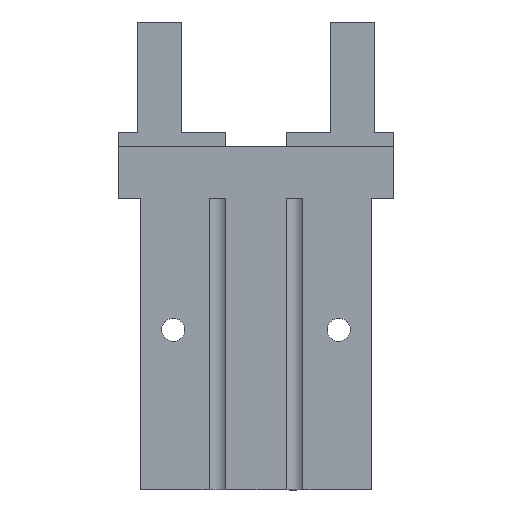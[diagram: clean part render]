
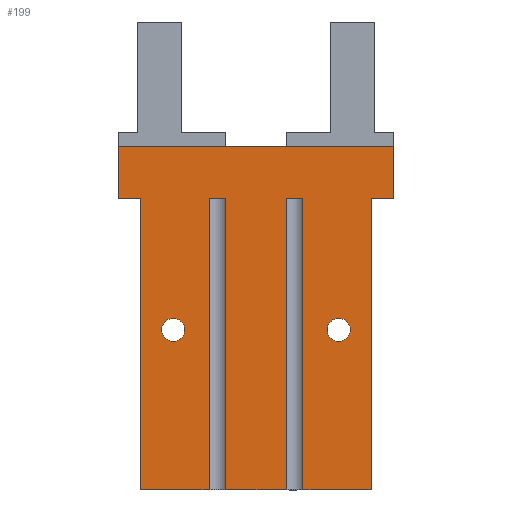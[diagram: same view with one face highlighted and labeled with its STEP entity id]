
A CAD part, left-side view. The second image highlights one B-rep face of the part: STEP entity #199.
In plain terms, the highlighted face is planar.
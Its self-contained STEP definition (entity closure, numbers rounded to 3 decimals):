
#199=ADVANCED_FACE('',(#434,#435,#436),#437,.F.);
#434=FACE_OUTER_BOUND('',#740,.T.);
#435=FACE_BOUND('',#741,.T.);
#436=FACE_BOUND('',#742,.T.);
#437=PLANE('',#743);
#740=EDGE_LOOP('',(#1142,#1143,#1144,#1145,#1146,#1147,#1148,#1149,#1150,#1151,#1152,#1153,#1154,#1155,#1156,#1157));
#741=EDGE_LOOP('',(#1158));
#742=EDGE_LOOP('',(#1159));
#743=AXIS2_PLACEMENT_3D('',#1160,#1161,#1162);
#1142=ORIENTED_EDGE('',*,*,#1781,.F.);
#1143=ORIENTED_EDGE('',*,*,#1782,.T.);
#1144=ORIENTED_EDGE('',*,*,#1742,.F.);
#1145=ORIENTED_EDGE('',*,*,#1783,.F.);
#1146=ORIENTED_EDGE('',*,*,#1784,.F.);
#1147=ORIENTED_EDGE('',*,*,#1785,.F.);
#1148=ORIENTED_EDGE('',*,*,#1786,.F.);
#1149=ORIENTED_EDGE('',*,*,#1787,.F.);
#1150=ORIENTED_EDGE('',*,*,#1788,.F.);
#1151=ORIENTED_EDGE('',*,*,#1789,.F.);
#1152=ORIENTED_EDGE('',*,*,#1750,.F.);
#1153=ORIENTED_EDGE('',*,*,#1790,.F.);
#1154=ORIENTED_EDGE('',*,*,#1791,.F.);
#1155=ORIENTED_EDGE('',*,*,#1792,.T.);
#1156=ORIENTED_EDGE('',*,*,#1746,.F.);
#1157=ORIENTED_EDGE('',*,*,#1793,.F.);
#1158=ORIENTED_EDGE('',*,*,#1794,.F.);
#1159=ORIENTED_EDGE('',*,*,#1795,.F.);
#1160=CARTESIAN_POINT('',(0.,21.0,-13.8));
#1161=DIRECTION('',(0.0,0.0,1.0));
#1162=DIRECTION('',(1.0,0.0,0.0));
#1742=EDGE_CURVE('',#2044,#2046,#2047,.T.);
#1746=EDGE_CURVE('',#2052,#2054,#2055,.T.);
#1750=EDGE_CURVE('',#2060,#2062,#2063,.T.);
#1781=EDGE_CURVE('',#2119,#2120,#2121,.T.);
#1782=EDGE_CURVE('',#2119,#2046,#2122,.T.);
#1783=EDGE_CURVE('',#2123,#2044,#2124,.T.);
#1784=EDGE_CURVE('',#2125,#2123,#2126,.T.);
#1785=EDGE_CURVE('',#2127,#2125,#2128,.T.);
#1786=EDGE_CURVE('',#2129,#2127,#2130,.T.);
#1787=EDGE_CURVE('',#2131,#2129,#2132,.T.);
#1788=EDGE_CURVE('',#2133,#2131,#2134,.T.);
#1789=EDGE_CURVE('',#2062,#2133,#2135,.T.);
#1790=EDGE_CURVE('',#2136,#2060,#2137,.T.);
#1791=EDGE_CURVE('',#2138,#2136,#2139,.T.);
#1792=EDGE_CURVE('',#2138,#2054,#2140,.T.);
#1793=EDGE_CURVE('',#2120,#2052,#2141,.T.);
#1794=EDGE_CURVE('',#2142,#2142,#2143,.F.);
#1795=EDGE_CURVE('',#2144,#2144,#2145,.F.);
#2044=VERTEX_POINT('',#2488);
#2046=VERTEX_POINT('',#2491);
#2047=LINE('',#2492,#2493);
#2052=VERTEX_POINT('',#2499);
#2054=VERTEX_POINT('',#2502);
#2055=LINE('',#2503,#2504);
#2060=VERTEX_POINT('',#2510);
#2062=VERTEX_POINT('',#2513);
#2063=LINE('',#2514,#2515);
#2119=VERTEX_POINT('',#2590);
#2120=VERTEX_POINT('',#2591);
#2121=LINE('',#2592,#2593);
#2122=LINE('',#2594,#2595);
#2123=VERTEX_POINT('',#2596);
#2124=LINE('',#2597,#2598);
#2125=VERTEX_POINT('',#2599);
#2126=LINE('',#2600,#2601);
#2127=VERTEX_POINT('',#2602);
#2128=LINE('',#2603,#2604);
#2129=VERTEX_POINT('',#2605);
#2130=LINE('',#2606,#2607);
#2131=VERTEX_POINT('',#2608);
#2132=LINE('',#2609,#2610);
#2133=VERTEX_POINT('',#2611);
#2134=LINE('',#2612,#2613);
#2135=LINE('',#2614,#2615);
#2136=VERTEX_POINT('',#2616);
#2137=LINE('',#2617,#2618);
#2138=VERTEX_POINT('',#2619);
#2139=LINE('',#2620,#2621);
#2140=LINE('',#2622,#2623);
#2141=LINE('',#2624,#2625);
#2142=VERTEX_POINT('',#2626);
#2143=CIRCLE('',#2627,2.1);
#2144=VERTEX_POINT('',#2628);
#2145=CIRCLE('',#2629,2.1);
#2488=CARTESIAN_POINT('',(52.8,-21.0,-13.8));
#2491=CARTESIAN_POINT('',(52.8,-8.5,-13.8));
#2492=CARTESIAN_POINT('',(52.8,-21.0,-13.8));
#2493=VECTOR('',#2983,1.0);
#2499=CARTESIAN_POINT('',(52.8,-5.5,-13.8));
#2502=CARTESIAN_POINT('',(52.8,5.5,-13.8));
#2503=CARTESIAN_POINT('',(52.8,-21.0,-13.8));
#2504=VECTOR('',#2989,1.0);
#2510=CARTESIAN_POINT('',(52.8,8.5,-13.8));
#2513=CARTESIAN_POINT('',(52.8,21.0,-13.8));
#2514=CARTESIAN_POINT('',(52.8,-21.0,-13.8));
#2515=VECTOR('',#2995,1.0);
#2590=CARTESIAN_POINT('',(0.0,-8.5,-13.8));
#2591=CARTESIAN_POINT('',(0.,-5.5,-13.8));
#2592=CARTESIAN_POINT('',(0.0,-8.5,-13.8));
#2593=VECTOR('',#3036,1.0);
#2594=CARTESIAN_POINT('',(-5.728,-8.5,-13.8));
#2595=VECTOR('',#3037,1.0);
#2596=CARTESIAN_POINT('',(0.,-21.0,-13.8));
#2597=CARTESIAN_POINT('',(0.,-21.0,-13.8));
#2598=VECTOR('',#3038,1.0);
#2599=CARTESIAN_POINT('',(0.,-25.0,-13.8));
#2600=CARTESIAN_POINT('',(0.,-25.0,-13.8));
#2601=VECTOR('',#3039,1.0);
#2602=CARTESIAN_POINT('',(-9.5,-25.0,-13.8));
#2603=CARTESIAN_POINT('',(-9.5,-25.0,-13.8));
#2604=VECTOR('',#3040,1.0);
#2605=CARTESIAN_POINT('',(-9.5,25.0,-13.8));
#2606=CARTESIAN_POINT('',(-9.5,25.0,-13.8));
#2607=VECTOR('',#3041,1.0);
#2608=CARTESIAN_POINT('',(0.0,25.0,-13.8));
#2609=CARTESIAN_POINT('',(0.0,25.0,-13.8));
#2610=VECTOR('',#3042,1.0);
#2611=CARTESIAN_POINT('',(0.0,21.0,-13.8));
#2612=CARTESIAN_POINT('',(0.0,21.0,-13.8));
#2613=VECTOR('',#3043,1.0);
#2614=CARTESIAN_POINT('',(52.8,21.0,-13.8));
#2615=VECTOR('',#3044,1.0);
#2616=CARTESIAN_POINT('',(0.,8.5,-13.8));
#2617=CARTESIAN_POINT('',(-5.728,8.5,-13.8));
#2618=VECTOR('',#3045,1.0);
#2619=CARTESIAN_POINT('',(0.0,5.5,-13.8));
#2620=CARTESIAN_POINT('',(0.0,8.5,-13.8));
#2621=VECTOR('',#3046,1.0);
#2622=CARTESIAN_POINT('',(-5.728,5.5,-13.8));
#2623=VECTOR('',#3047,1.0);
#2624=CARTESIAN_POINT('',(-5.728,-5.5,-13.8));
#2625=VECTOR('',#3048,1.0);
#2626=CARTESIAN_POINT('',(25.9,-15.0,-13.8));
#2627=AXIS2_PLACEMENT_3D('',#3049,#3050,#3051);
#2628=CARTESIAN_POINT('',(25.9,15.0,-13.8));
#2629=AXIS2_PLACEMENT_3D('',#3052,#3053,#3054);
#2983=DIRECTION('',(0.,1.0,0.0));
#2989=DIRECTION('',(0.,1.0,0.0));
#2995=DIRECTION('',(0.,1.0,0.0));
#3036=DIRECTION('',(0.0,1.0,0.0));
#3037=DIRECTION('',(1.0,0.,0.0));
#3038=DIRECTION('',(1.0,0.,0.0));
#3039=DIRECTION('',(0.,1.0,0.0));
#3040=DIRECTION('',(1.0,0.,0.0));
#3041=DIRECTION('',(0.,-1.0,0.0));
#3042=DIRECTION('',(-1.0,0.,0.0));
#3043=DIRECTION('',(0.0,1.0,0.0));
#3044=DIRECTION('',(-1.0,0.,0.0));
#3045=DIRECTION('',(1.0,0.,0.0));
#3046=DIRECTION('',(0.0,1.0,0.0));
#3047=DIRECTION('',(1.0,0.,0.0));
#3048=DIRECTION('',(1.0,0.,0.0));
#3049=CARTESIAN_POINT('',(23.8,-15.0,-13.8));
#3050=DIRECTION('',(0.0,0.0,1.0));
#3051=DIRECTION('',(1.0,0.0,0.0));
#3052=CARTESIAN_POINT('',(23.8,15.0,-13.8));
#3053=DIRECTION('',(0.0,0.0,1.0));
#3054=DIRECTION('',(1.0,0.0,0.0));
